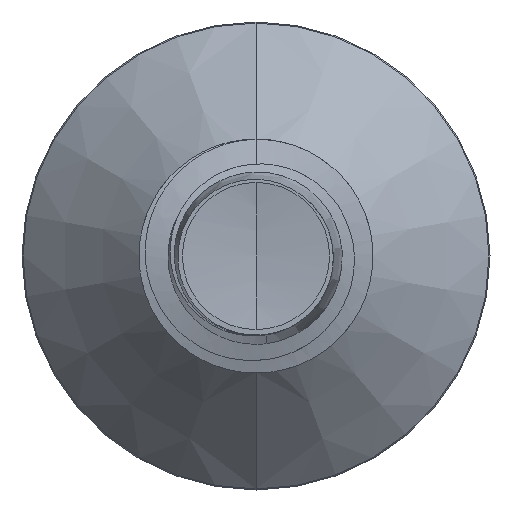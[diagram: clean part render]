
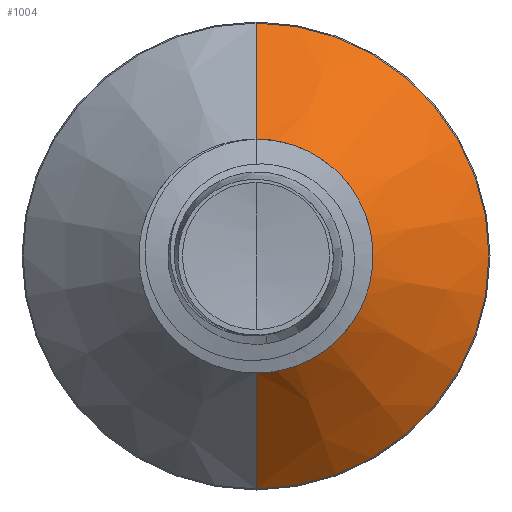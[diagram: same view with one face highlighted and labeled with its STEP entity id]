
A CAD part, front view. The second image highlights one B-rep face of the part: STEP entity #1004.
In plain terms, the highlighted conical face has half-angle 45 degrees and reference radius 0.996 mm.
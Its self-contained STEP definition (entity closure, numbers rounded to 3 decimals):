
#165 = EDGE_CURVE ( 'NONE', #7709, #2266, #4404, .T. ) ;
#421 = VERTEX_POINT ( 'NONE', #1522 ) ;
#584 = CARTESIAN_POINT ( 'NONE',  ( 0., 1.146, 0.996 ) ) ;
#704 = DIRECTION ( 'NONE',  ( 0., 0.707, 0.707 ) ) ;
#767 = CARTESIAN_POINT ( 'NONE',  ( 0., 1.146, 0. ) ) ;
#862 = CIRCLE ( 'NONE', #1755, 0.996 ) ;
#1004 = ADVANCED_FACE ( 'NONE', ( #4531 ), #7328, .T. ) ;
#1299 = ORIENTED_EDGE ( 'NONE', *, *, #2246, .F. ) ;
#1459 = DIRECTION ( 'NONE',  ( 0., 0., 1. ) ) ;
#1522 = CARTESIAN_POINT ( 'NONE',  ( 0., 1.146, -0.996 ) ) ;
#1730 = CARTESIAN_POINT ( 'NONE',  ( 0., 2.141, 1.991 ) ) ;
#1755 = AXIS2_PLACEMENT_3D ( 'NONE', #767, #5332, #1459 ) ;
#1815 = EDGE_CURVE ( 'NONE', #7709, #421, #862, .T. ) ;
#2006 = CARTESIAN_POINT ( 'NONE',  ( 0., 1.146, -0.996 ) ) ;
#2052 = CARTESIAN_POINT ( 'NONE',  ( 0., 1.146, 0. ) ) ;
#2246 = EDGE_CURVE ( 'NONE', #2266, #4876, #3406, .T. ) ;
#2266 = VERTEX_POINT ( 'NONE', #1730 ) ;
#2299 = DIRECTION ( 'NONE',  ( 0., 0.707, -0.707 ) ) ;
#2457 = AXIS2_PLACEMENT_3D ( 'NONE', #3654, #8049, #4296 ) ;
#3330 = DIRECTION ( 'NONE',  ( 0., 0., 1. ) ) ;
#3406 = CIRCLE ( 'NONE', #2457, 1.991 ) ;
#3651 = AXIS2_PLACEMENT_3D ( 'NONE', #2052, #7743, #3330 ) ;
#3654 = CARTESIAN_POINT ( 'NONE',  ( 0., 2.141, 0. ) ) ;
#4296 = DIRECTION ( 'NONE',  ( 0., 0., 1. ) ) ;
#4404 = LINE ( 'NONE', #7203, #6876 ) ;
#4531 = FACE_OUTER_BOUND ( 'NONE', #4766, .T. ) ;
#4766 = EDGE_LOOP ( 'NONE', ( #6254, #5381, #1299, #5042 ) ) ;
#4835 = LINE ( 'NONE', #2006, #5044 ) ;
#4876 = VERTEX_POINT ( 'NONE', #5409 ) ;
#5042 = ORIENTED_EDGE ( 'NONE', *, *, #165, .F. ) ;
#5044 = VECTOR ( 'NONE', #2299, 1000. ) ;
#5246 = EDGE_CURVE ( 'NONE', #421, #4876, #4835, .T. ) ;
#5332 = DIRECTION ( 'NONE',  ( 0., 1., 0. ) ) ;
#5381 = ORIENTED_EDGE ( 'NONE', *, *, #5246, .T. ) ;
#5409 = CARTESIAN_POINT ( 'NONE',  ( 0., 2.141, -1.991 ) ) ;
#6254 = ORIENTED_EDGE ( 'NONE', *, *, #1815, .T. ) ;
#6876 = VECTOR ( 'NONE', #704, 1000. ) ;
#7203 = CARTESIAN_POINT ( 'NONE',  ( 0., 1.146, 0.996 ) ) ;
#7328 = CONICAL_SURFACE ( 'NONE', #3651, 0.996, 0.785 ) ;
#7709 = VERTEX_POINT ( 'NONE', #584 ) ;
#7743 = DIRECTION ( 'NONE',  ( 0., 1., 0. ) ) ;
#8049 = DIRECTION ( 'NONE',  ( 0., 1., 0. ) ) ;
